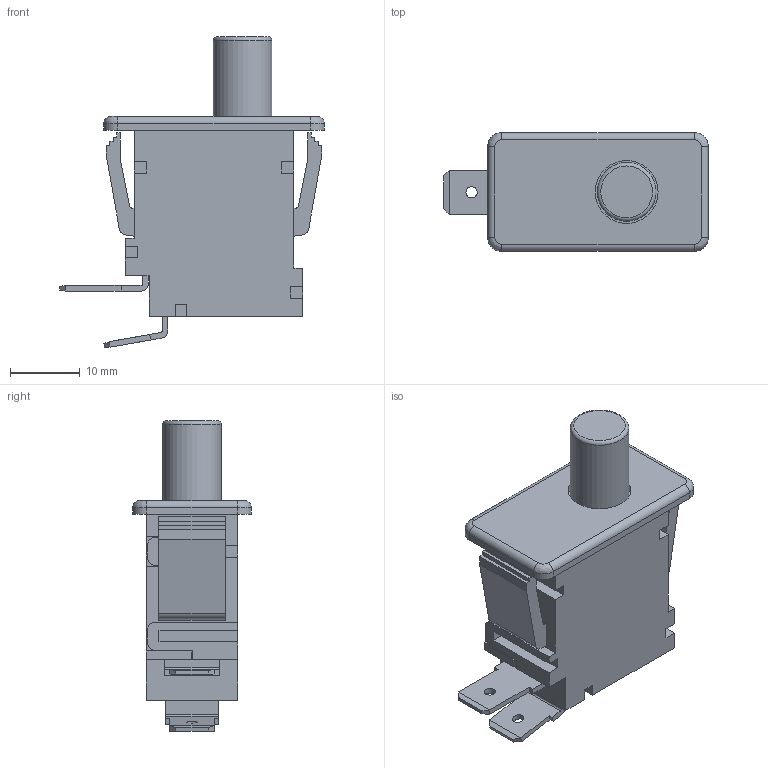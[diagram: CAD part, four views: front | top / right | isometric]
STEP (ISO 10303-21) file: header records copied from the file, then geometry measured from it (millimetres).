
FILE_DESCRIPTION((' '),'2;1');
FILE_NAME('PP1-EB7-xDx.stp','2017-07-21T16:23:18',(' '),(' '),' ','ACIS',' ');
FILE_SCHEMA(('CONFIG_CONTROL_DESIGN'));
Length unit declared in the file: inch
Products named in the file (1): PP1-EB7-xDx.stp
Bounding box: 37.9 x 17 x 44.43 mm (x, y, z)
Volume: 10198.8 mm3; surface area: 4884.3 mm2
Topology: 1 solids, 1 shells, 183 faces, 504 edges, 329 vertices
Faces by surface type: plane 148, cylinder 30, bspline 4, torus 1
Full cylindrical faces by diameter (mm): 1.6 x2, 8.4 x1, 9 x1
Entity records: 5881 total; most frequent: CARTESIAN_POINT 1082, ORIENTED_EDGE 998, DIRECTION 924, EDGE_CURVE 499, VECTOR 434, LINE 434, VERTEX_POINT 329, AXIS2_PLACEMENT_3D 245
